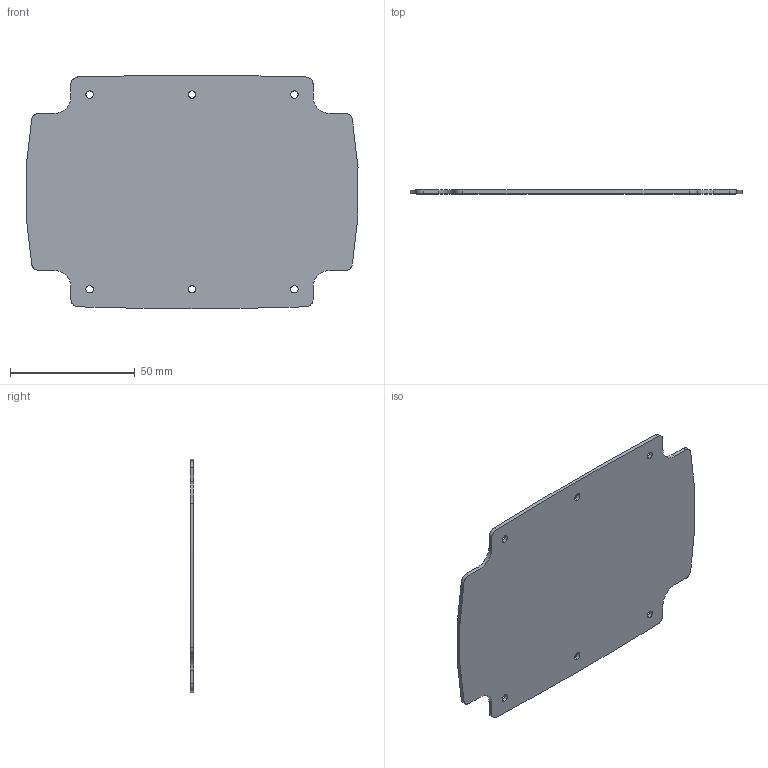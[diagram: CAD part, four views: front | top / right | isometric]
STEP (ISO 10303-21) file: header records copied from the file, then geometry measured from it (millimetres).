
FILE_DESCRIPTION (( 'STEP AP214' ), '1' );
FILE_NAME ('Board_BOT.STEP', '2021-08-19T17:24:57', ( '' ), ( '' ), 'SwSTEP 2.0', 'SolidWorks 2021', '' );
FILE_SCHEMA (( 'AUTOMOTIVE_DESIGN' ));
Length unit declared in the file: millimetre
Products named in the file (1): Board_BOT
Bounding box: 133 x 1.5 x 93.47 mm (x, y, z)
Volume: 16769 mm3; surface area: 23074.2 mm2
Topology: 1 solids, 1 shells, 39 faces, 111 edges, 74 vertices
Faces by surface type: cylinder 21, plane 10, bspline 8
Entity records: 1489 total; most frequent: CARTESIAN_POINT 425, ORIENTED_EDGE 222, DIRECTION 201, EDGE_CURVE 111, VERTEX_POINT 74, AXIS2_PLACEMENT_3D 74, LINE 53, VECTOR 53
